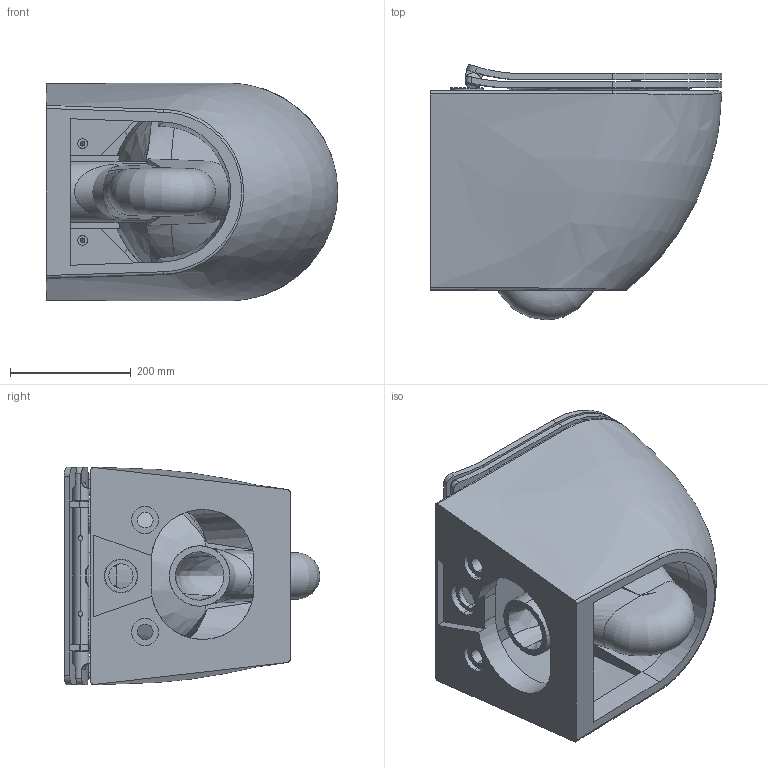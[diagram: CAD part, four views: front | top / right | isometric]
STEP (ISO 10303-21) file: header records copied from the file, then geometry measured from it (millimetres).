
FILE_DESCRIPTION (( 'STEP AP214' ), '1' );
FILE_NAME ('AIRWH01_ASM_V10823.STEP', '2023-08-10T13:31:49', ( '' ), ( '' ), 'SwSTEP 2.0', 'SolidWorks 2019', '' );
FILE_SCHEMA (( 'AUTOMOTIVE_DESIGN' ));
Length unit declared in the file: millimetre
Products named in the file (4): AIRWH01 SEAT_V10823; AIRWH01_ASM_V10823; AIRWH01_PART_V10823_AIRWH02; TSHC DEVELOPMENT_AIR WH 
Assembly tree (4 placements, depth 2):
  AIRWH01_ASM_V10823
    AIRWH01_PART_V10823_AIRWH02
    AIRWH01 SEAT_V10823
    TSHC DEVELOPMENT_AIR WH   x2
Bounding box: 482 x 422.72 x 360.15 mm (x, y, z)
Volume: 11336006.1 mm3; surface area: 2361354.4 mm2
Topology: 7 solids, 7 shells, 386 faces, 1031 edges, 657 vertices
Faces by surface type: cylinder 131, plane 118, bspline 69, torus 54, cone 12, sphere 2
Entity records: 55202 total; most frequent: CARTESIAN_POINT 46061, ORIENTED_EDGE 1994, DIRECTION 1718, EDGE_CURVE 997, AXIS2_PLACEMENT_3D 676, VERTEX_POINT 643, EDGE_LOOP 422, FACE_OUTER_BOUND 375
